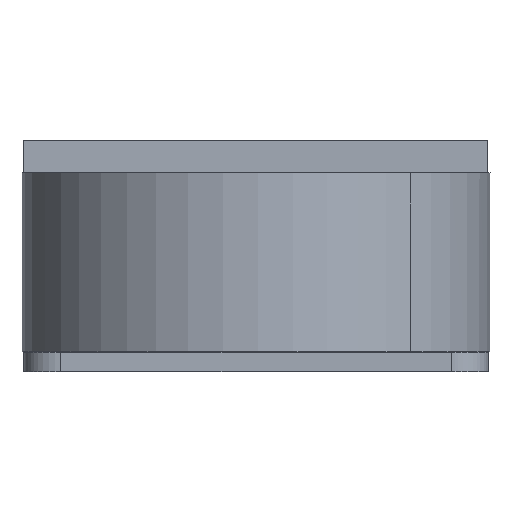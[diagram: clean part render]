
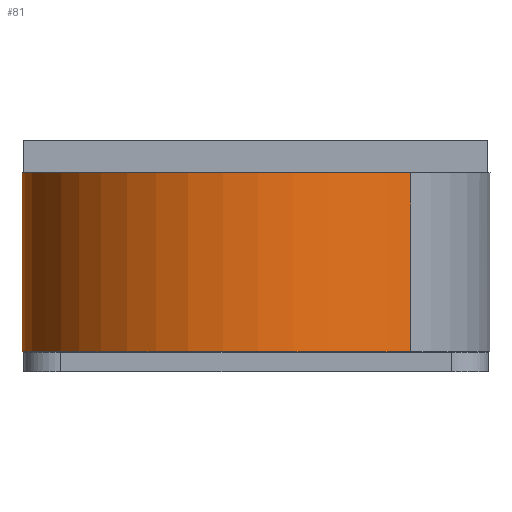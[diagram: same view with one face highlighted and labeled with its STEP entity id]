
A CAD part, front view. The second image highlights one B-rep face of the part: STEP entity #81.
In plain terms, the highlighted cylindrical face has radius 36.042 mm (diameter 72.085 mm), a partial arc.
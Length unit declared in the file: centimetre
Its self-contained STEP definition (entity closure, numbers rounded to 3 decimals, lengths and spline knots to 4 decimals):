
#81=ADVANCED_FACE('',(#135),#952,.T.);
#135=FACE_OUTER_BOUND('',#210,.T.);
#210=EDGE_LOOP('',(#417,#418,#419,#420));
#417=ORIENTED_EDGE('',*,*,#624,.T.);
#418=ORIENTED_EDGE('',*,*,#609,.T.);
#419=ORIENTED_EDGE('',*,*,#625,.F.);
#420=ORIENTED_EDGE('',*,*,#623,.F.);
#609=EDGE_CURVE('',#878,#879,#724,.T.);
#623=EDGE_CURVE('',#888,#889,#731,.T.);
#624=EDGE_CURVE('',#888,#878,#732,.T.);
#625=EDGE_CURVE('',#889,#879,#733,.T.);
#724=(
BOUNDED_CURVE()
B_SPLINE_CURVE(1,(#1550,#1551),.UNSPECIFIED.,.F.,.F.)
B_SPLINE_CURVE_WITH_KNOTS((2,2),(0.,2.7522),.UNSPECIFIED.)
CURVE()
GEOMETRIC_REPRESENTATION_ITEM()
RATIONAL_B_SPLINE_CURVE((1.,1.))
REPRESENTATION_ITEM('')
);
#731=(
BOUNDED_CURVE()
B_SPLINE_CURVE(1,(#1623,#1624),.UNSPECIFIED.,.F.,.F.)
B_SPLINE_CURVE_WITH_KNOTS((2,2),(0.,2.7522),.UNSPECIFIED.)
CURVE()
GEOMETRIC_REPRESENTATION_ITEM()
RATIONAL_B_SPLINE_CURVE((1.,1.))
REPRESENTATION_ITEM('')
);
#732=(
BOUNDED_CURVE()
B_SPLINE_CURVE(2,(#1625,#1626,#1627,#1628,#1629),.UNSPECIFIED.,.F.,.F.)
B_SPLINE_CURVE_WITH_KNOTS((3,2,3),(-11.323,-5.6615,
0.),.UNSPECIFIED.)
CURVE()
GEOMETRIC_REPRESENTATION_ITEM()
RATIONAL_B_SPLINE_CURVE((1.,0.707,1.,0.707,1.))
REPRESENTATION_ITEM('')
);
#733=(
BOUNDED_CURVE()
B_SPLINE_CURVE(2,(#1630,#1631,#1632,#1633,#1634),.UNSPECIFIED.,.F.,.F.)
B_SPLINE_CURVE_WITH_KNOTS((3,2,3),(-11.323,-5.6615,
0.),.UNSPECIFIED.)
CURVE()
GEOMETRIC_REPRESENTATION_ITEM()
RATIONAL_B_SPLINE_CURVE((1.,0.707,1.,0.707,1.))
REPRESENTATION_ITEM('')
);
#878=VERTEX_POINT('',#1531);
#879=VERTEX_POINT('',#1532);
#888=VERTEX_POINT('',#1541);
#889=VERTEX_POINT('',#1542);
#952=CYLINDRICAL_SURFACE('',#1102,3.6042);
#1102=AXIS2_PLACEMENT_3D('',#1529,#1159,$);
#1159=DIRECTION('',(0.,0.,-1.));
#1529=CARTESIAN_POINT('',(50.0026,80.0016,-2.762));
#1531=CARTESIAN_POINT('',(47.6223,82.708,-1.3859));
#1532=CARTESIAN_POINT('',(47.6223,82.708,-4.1381));
#1541=CARTESIAN_POINT('',(52.383,77.2953,-1.3859));
#1542=CARTESIAN_POINT('',(52.383,77.2953,-4.1381));
#1550=CARTESIAN_POINT('',(47.6223,82.708,-1.3859));
#1551=CARTESIAN_POINT('',(47.6223,82.708,-4.1381));
#1623=CARTESIAN_POINT('',(52.383,77.2953,-1.3859));
#1624=CARTESIAN_POINT('',(52.383,77.2953,-4.1381));
#1625=CARTESIAN_POINT('',(52.383,77.2953,-1.3859));
#1626=CARTESIAN_POINT('',(49.6767,74.9149,-1.3859));
#1627=CARTESIAN_POINT('',(47.2963,77.6213,-1.3859));
#1628=CARTESIAN_POINT('',(44.9159,80.3276,-1.3859));
#1629=CARTESIAN_POINT('',(47.6223,82.708,-1.3859));
#1630=CARTESIAN_POINT('',(52.383,77.2953,-4.1381));
#1631=CARTESIAN_POINT('',(49.6767,74.9149,-4.1381));
#1632=CARTESIAN_POINT('',(47.2963,77.6213,-4.1381));
#1633=CARTESIAN_POINT('',(44.9159,80.3276,-4.1381));
#1634=CARTESIAN_POINT('',(47.6223,82.708,-4.1381));
